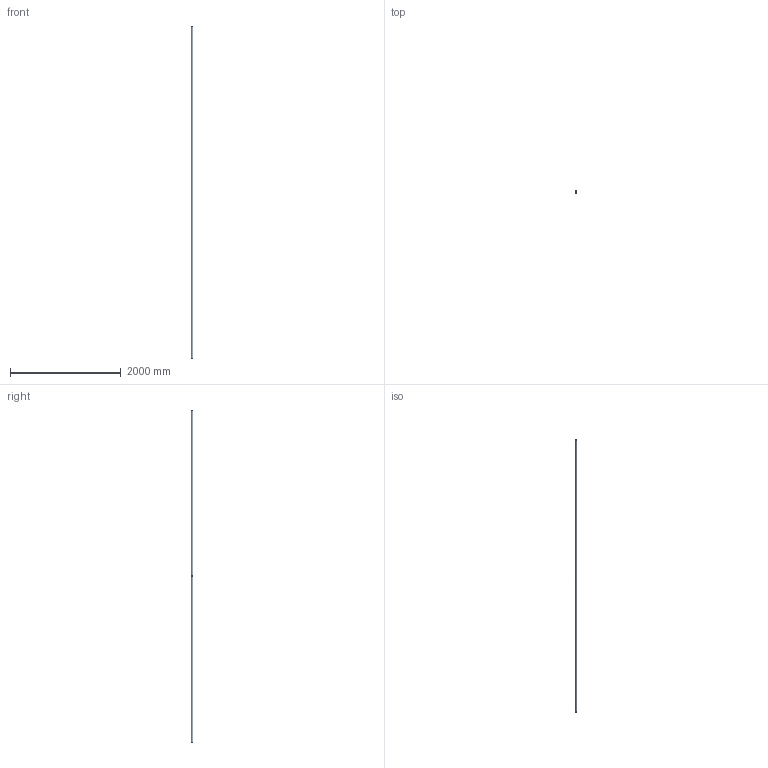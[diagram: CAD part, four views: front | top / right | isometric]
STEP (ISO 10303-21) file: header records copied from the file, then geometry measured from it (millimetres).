
FILE_DESCRIPTION (( 'STEP AP203' ), '1' );
FILE_NAME ('55121-240.step', '2024-04-29T09:26:00', ( '' ), ( '' ), 'SwSTEP 2.0', 'SolidWorks 2018', '' );
FILE_SCHEMA (( 'CONFIG_CONTROL_DESIGN' ));
Length unit declared in the file: millimetre
Products named in the file (1): 55121-240
Bounding box: 33.7 x 33.7 x 6000 mm (x, y, z)
Volume: 1470265.1 mm3; surface area: 1176709.3 mm2
Topology: 1 solids, 1 shells, 261 faces, 708 edges, 472 vertices
Faces by surface type: plane 131, bspline 105, cylinder 25
Full cylindrical faces by diameter (mm): 28.7 x1, 33.7 x1
Entity records: 12086 total; most frequent: CARTESIAN_POINT 6110, ORIENTED_EDGE 1412, DIRECTION 900, EDGE_CURVE 706, VERTEX_POINT 472, VECTOR 354, LINE 354, EDGE_LOOP 288
